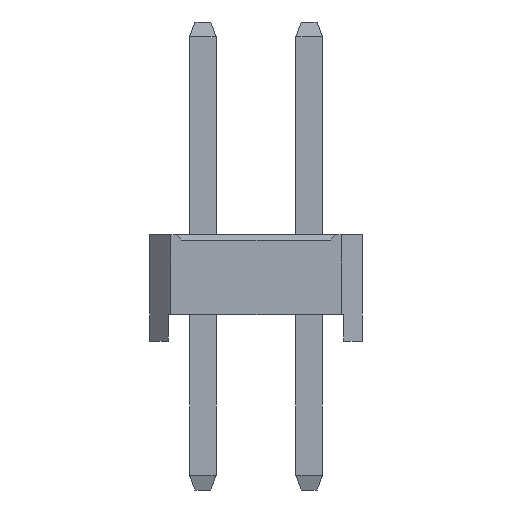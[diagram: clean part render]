
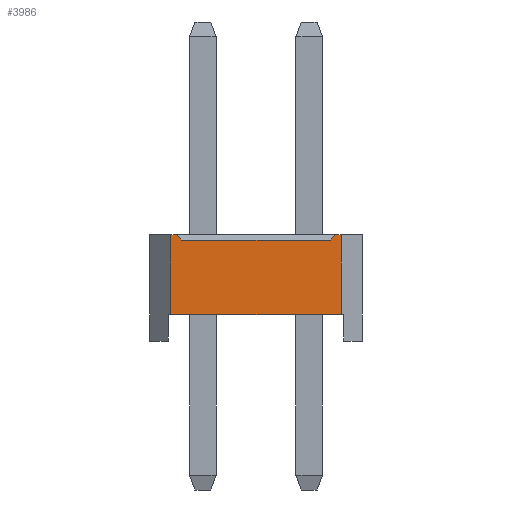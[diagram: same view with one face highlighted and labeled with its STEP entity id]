
A CAD part, left-side view. The second image highlights one B-rep face of the part: STEP entity #3986.
In plain terms, the highlighted planar face has unit normal (-1, 0, 0).
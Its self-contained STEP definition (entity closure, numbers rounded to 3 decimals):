
#3986=ADVANCED_FACE('',(#16044),#16046,.T.);
#16044=FACE_BOUND('',#16045,.T.);
#16045=EDGE_LOOP('',(#25475,#25476,#25477,#25478,#25479,#25480,#25481,#25482));
#16046=PLANE('',#16047);
#16047=AXIS2_PLACEMENT_3D('',#16048,#16049,#16050);
#16048=CARTESIAN_POINT('',(-1.,2.6,0.));
#16049=DIRECTION('',(-1.,0.,0.));
#16050=DIRECTION('',(0.,-1.,0.));
#25475=ORIENTED_EDGE('',*,*,#31298,.F.);
#25476=ORIENTED_EDGE('',*,*,#31299,.T.);
#25477=ORIENTED_EDGE('',*,*,#31300,.F.);
#25478=ORIENTED_EDGE('',*,*,#30001,.F.);
#25479=ORIENTED_EDGE('',*,*,#31301,.F.);
#25480=ORIENTED_EDGE('',*,*,#29524,.T.);
#25481=ORIENTED_EDGE('',*,*,#31297,.T.);
#25482=ORIENTED_EDGE('',*,*,#30005,.F.);
#29524=EDGE_CURVE('',#32875,#32873,#32876,.T.);
#30001=EDGE_CURVE('',#33827,#33829,#33830,.T.);
#30005=EDGE_CURVE('',#33835,#33837,#33838,.T.);
#31297=EDGE_CURVE('',#32873,#33837,#35984,.T.);
#31298=EDGE_CURVE('',#35985,#33835,#35986,.F.);
#31299=EDGE_CURVE('',#35985,#35987,#35988,.T.);
#31300=EDGE_CURVE('',#33829,#35987,#35989,.F.);
#31301=EDGE_CURVE('',#32875,#33827,#35990,.T.);
#32873=VERTEX_POINT('',#38306);
#32875=VERTEX_POINT('',#38310);
#32876=LINE('',#38311,#38312);
#33827=VERTEX_POINT('',#40214);
#33829=VERTEX_POINT('',#40218);
#33830=LINE('',#40219,#40220);
#33835=VERTEX_POINT('',#40230);
#33837=VERTEX_POINT('',#40234);
#33838=LINE('',#40235,#40236);
#35984=LINE('',#44965,#44966);
#35985=VERTEX_POINT('',#44968);
#35986=LINE('',#44969,#44970);
#35987=VERTEX_POINT('',#44972);
#35988=LINE('',#44973,#44974);
#35989=LINE('',#44976,#44977);
#35990=LINE('',#44979,#44980);
#38306=CARTESIAN_POINT('',(-1.,-0.6,0.5));
#38310=CARTESIAN_POINT('',(-1.,2.6,0.5));
#38311=CARTESIAN_POINT('',(-1.,2.6,0.5));
#38312=VECTOR('',#38313,1.);
#38313=DIRECTION('',(0.,-1.,0.));
#40214=CARTESIAN_POINT('',(-1.,2.6,2.));
#40218=CARTESIAN_POINT('',(-1.,2.5,2.));
#40219=CARTESIAN_POINT('',(-1.,2.6,2.));
#40220=VECTOR('',#40221,1.);
#40221=DIRECTION('',(0.,-1.,0.));
#40230=CARTESIAN_POINT('',(-1.,-0.5,2.));
#40234=CARTESIAN_POINT('',(-1.,-0.6,2.));
#40235=CARTESIAN_POINT('',(-1.,-0.5,2.));
#40236=VECTOR('',#40237,1.);
#40237=DIRECTION('',(0.,-1.,0.));
#44965=CARTESIAN_POINT('',(-1.,-0.6,0.5));
#44966=VECTOR('',#44967,1.);
#44967=DIRECTION('',(0.,0.,1.));
#44968=CARTESIAN_POINT('',(-1.,-0.4,1.9));
#44969=CARTESIAN_POINT('',(-1.,-0.5,2.));
#44970=VECTOR('',#44971,1.);
#44971=DIRECTION('',(0.,0.707,-0.707));
#44972=CARTESIAN_POINT('',(-1.,2.4,1.9));
#44973=CARTESIAN_POINT('',(-1.,-0.4,1.9));
#44974=VECTOR('',#44975,1.);
#44975=DIRECTION('',(0.,1.,0.));
#44976=CARTESIAN_POINT('',(-1.,2.4,1.9));
#44977=VECTOR('',#44978,1.);
#44978=DIRECTION('',(0.,0.707,0.707));
#44979=CARTESIAN_POINT('',(-1.,2.6,0.5));
#44980=VECTOR('',#44981,1.);
#44981=DIRECTION('',(0.,0.,1.));
